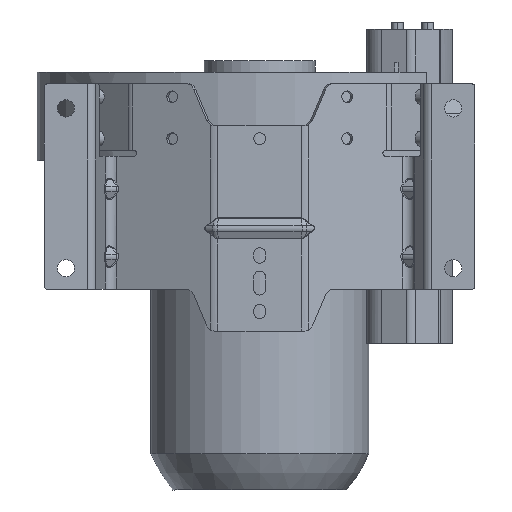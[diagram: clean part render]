
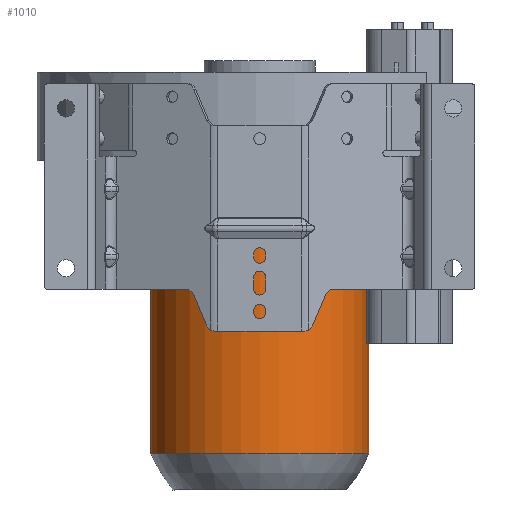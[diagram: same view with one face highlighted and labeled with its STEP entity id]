
A CAD part, front view. The second image highlights one B-rep face of the part: STEP entity #1010.
In plain terms, the highlighted cylindrical face has radius 88.7 mm (diameter 177.4 mm), a partial arc.
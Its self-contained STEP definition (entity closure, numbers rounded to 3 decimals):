
#528=FACE_OUTER_BOUND('',#2178,.T.);
#1010=ADVANCED_FACE('',(#528),#1517,.T.);
#1517=CYLINDRICAL_SURFACE('',#9200,88.7);
#2178=EDGE_LOOP('',(#4086,#4087,#4088,#4089));
#2709=LINE('',#12183,#3274);
#2710=LINE('',#12187,#3275);
#3274=VECTOR('',#9890,1.);
#3275=VECTOR('',#9893,1.);
#4086=ORIENTED_EDGE('',*,*,#7333,.F.);
#4087=ORIENTED_EDGE('',*,*,#7572,.F.);
#4088=ORIENTED_EDGE('',*,*,#7335,.T.);
#4089=ORIENTED_EDGE('',*,*,#7573,.T.);
#6481=VERTEX_POINT('',#12181);
#6482=VERTEX_POINT('',#12182);
#6483=VERTEX_POINT('',#12184);
#6484=VERTEX_POINT('',#12186);
#7333=EDGE_CURVE('',#6481,#6483,#2709,.T.);
#7335=EDGE_CURVE('',#6482,#6484,#2710,.T.);
#7572=EDGE_CURVE('',#6482,#6481,#8766,.T.);
#7573=EDGE_CURVE('',#6484,#6483,#8767,.T.);
#8766=CIRCLE('',#9198,88.7);
#8767=CIRCLE('',#9199,88.7);
#9198=AXIS2_PLACEMENT_3D('',#12869,#10343,#10344);
#9199=AXIS2_PLACEMENT_3D('',#12870,#10345,#10346);
#9200=AXIS2_PLACEMENT_3D('',#12871,#10347,#10348);
#9890=DIRECTION('',(0.,0.,-1.));
#9893=DIRECTION('',(0.,0.,-1.));
#10343=DIRECTION('',(0.,0.,1.));
#10344=DIRECTION('',(-1.,0.,0.));
#10345=DIRECTION('',(0.,0.,1.));
#10346=DIRECTION('',(-1.,0.,0.));
#10347=DIRECTION('',(0.,0.,-1.));
#10348=DIRECTION('',(1.,0.,0.));
#12181=CARTESIAN_POINT('',(88.7,0.,-35.13));
#12182=CARTESIAN_POINT('',(-88.7,0.,-35.13));
#12183=CARTESIAN_POINT('',(88.7,0.,-35.13));
#12184=CARTESIAN_POINT('',(88.7,0.,-273.219));
#12186=CARTESIAN_POINT('',(-88.7,0.,-273.219));
#12187=CARTESIAN_POINT('',(-88.7,0.,-35.13));
#12869=CARTESIAN_POINT('',(0.,0.,-35.13));
#12870=CARTESIAN_POINT('',(0.,0.,-273.219));
#12871=CARTESIAN_POINT('',(0.,0.,-35.13));
